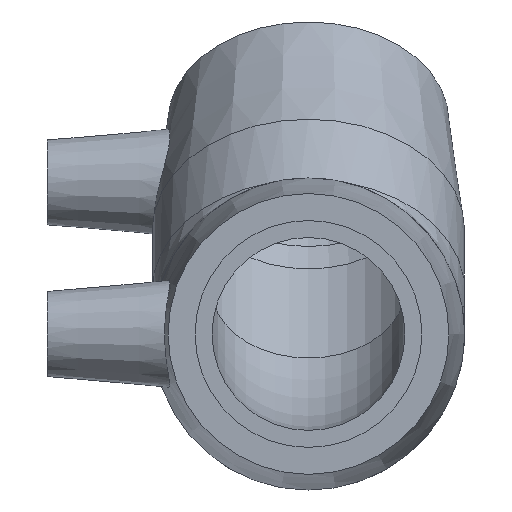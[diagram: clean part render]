
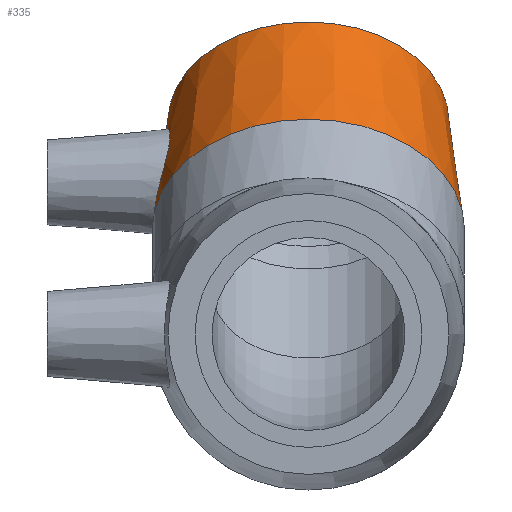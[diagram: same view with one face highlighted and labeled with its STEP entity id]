
A CAD part, left-side view. The second image highlights one B-rep face of the part: STEP entity #335.
In plain terms, the highlighted conical face has half-angle 5.816 degrees and reference radius 26.125 mm.
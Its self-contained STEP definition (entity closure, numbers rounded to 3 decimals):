
#15=B_SPLINE_CURVE_WITH_KNOTS('',3,(#598,#599,#600,#601,#602,#603,#604,
#605,#606,#607,#608,#609,#610,#611,#612,#613,#614,#615,#616,#617,#618,#619,
#620,#621,#622,#623,#624,#625,#626,#627,#628,#629,#630,#631),
 .UNSPECIFIED.,.T.,.F.,(4,2,2,2,2,2,2,2,2,2,2,2,2,2,2,2,4),(0.,0.342,
0.684,1.029,1.374,1.719,2.064,
2.406,2.748,3.118,3.488,3.85,
4.211,4.572,4.934,5.304,5.675),
 .UNSPECIFIED.);
#19=CONICAL_SURFACE('',#386,26.125,5.816);
#41=FACE_BOUND('',#129,.T.);
#42=FACE_BOUND('',#130,.T.);
#83=FACE_OUTER_BOUND('',#128,.T.);
#128=EDGE_LOOP('',(#278));
#129=EDGE_LOOP('',(#279));
#130=EDGE_LOOP('',(#280));
#168=CIRCLE('',#375,27.5);
#172=CIRCLE('',#385,24.75);
#196=VERTEX_POINT('',#593);
#197=VERTEX_POINT('',#597);
#201=VERTEX_POINT('',#642);
#226=EDGE_CURVE('',#196,#196,#168,.T.);
#228=EDGE_CURVE('',#197,#197,#15,.T.);
#232=EDGE_CURVE('',#201,#201,#172,.T.);
#278=ORIENTED_EDGE('',*,*,#226,.F.);
#279=ORIENTED_EDGE('',*,*,#228,.T.);
#280=ORIENTED_EDGE('',*,*,#232,.T.);
#335=ADVANCED_FACE('',(#83,#41,#42),#19,.T.);
#375=AXIS2_PLACEMENT_3D('',#594,#461,#462);
#385=AXIS2_PLACEMENT_3D('',#643,#481,#482);
#386=AXIS2_PLACEMENT_3D('',#644,#483,#484);
#461=DIRECTION('center_axis',(-0.707,0.,
-0.707));
#462=DIRECTION('ref_axis',(-0.707,0.,0.707));
#481=DIRECTION('center_axis',(-0.707,0.,
-0.707));
#482=DIRECTION('ref_axis',(-0.707,0.,0.707));
#483=DIRECTION('center_axis',(-0.707,0.,
-0.707));
#484=DIRECTION('ref_axis',(0.,1.,0.));
#593=CARTESIAN_POINT('',(18.394,27.5,18.394));
#594=CARTESIAN_POINT('Origin',(18.394,0.,18.394));
#597=CARTESIAN_POINT('',(33.65,24.528,20.4));
#598=CARTESIAN_POINT('Ctrl Pts',(33.65,24.528,20.4));
#599=CARTESIAN_POINT('Ctrl Pts',(34.422,24.42,21.231));
#600=CARTESIAN_POINT('Ctrl Pts',(35.082,24.396,22.273));
#601=CARTESIAN_POINT('Ctrl Pts',(35.928,24.509,24.533));
#602=CARTESIAN_POINT('Ctrl Pts',(36.115,24.641,25.751));
#603=CARTESIAN_POINT('Ctrl Pts',(36.054,24.909,28.024));
#604=CARTESIAN_POINT('Ctrl Pts',(35.799,25.065,29.237));
#605=CARTESIAN_POINT('Ctrl Pts',(34.833,25.288,31.473));
#606=CARTESIAN_POINT('Ctrl Pts',(34.122,25.352,32.496));
#607=CARTESIAN_POINT('Ctrl Pts',(32.496,25.352,34.122));
#608=CARTESIAN_POINT('Ctrl Pts',(31.473,25.288,34.833));
#609=CARTESIAN_POINT('Ctrl Pts',(29.237,25.065,35.799));
#610=CARTESIAN_POINT('Ctrl Pts',(28.024,24.909,36.054));
#611=CARTESIAN_POINT('Ctrl Pts',(25.751,24.641,36.115));
#612=CARTESIAN_POINT('Ctrl Pts',(24.533,24.509,35.928));
#613=CARTESIAN_POINT('Ctrl Pts',(22.273,24.396,35.082));
#614=CARTESIAN_POINT('Ctrl Pts',(21.231,24.42,34.422));
#615=CARTESIAN_POINT('Ctrl Pts',(19.499,24.645,32.813));
#616=CARTESIAN_POINT('Ctrl Pts',(18.737,24.874,31.744));
#617=CARTESIAN_POINT('Ctrl Pts',(17.734,25.456,29.403));
#618=CARTESIAN_POINT('Ctrl Pts',(17.491,25.804,28.131));
#619=CARTESIAN_POINT('Ctrl Pts',(17.491,26.407,25.768));
#620=CARTESIAN_POINT('Ctrl Pts',(17.723,26.705,24.514));
#621=CARTESIAN_POINT('Ctrl Pts',(18.683,27.118,22.189));
#622=CARTESIAN_POINT('Ctrl Pts',(19.413,27.231,21.116));
#623=CARTESIAN_POINT('Ctrl Pts',(21.116,27.231,19.413));
#624=CARTESIAN_POINT('Ctrl Pts',(22.189,27.118,18.683));
#625=CARTESIAN_POINT('Ctrl Pts',(24.514,26.705,17.723));
#626=CARTESIAN_POINT('Ctrl Pts',(25.768,26.407,17.491));
#627=CARTESIAN_POINT('Ctrl Pts',(28.131,25.804,17.491));
#628=CARTESIAN_POINT('Ctrl Pts',(29.403,25.456,17.734));
#629=CARTESIAN_POINT('Ctrl Pts',(31.744,24.874,18.737));
#630=CARTESIAN_POINT('Ctrl Pts',(32.813,24.645,19.499));
#631=CARTESIAN_POINT('Ctrl Pts',(33.65,24.528,20.4));
#642=CARTESIAN_POINT('',(37.486,24.75,37.486));
#643=CARTESIAN_POINT('Origin',(37.486,0.,37.486));
#644=CARTESIAN_POINT('Origin',(27.94,0.,27.94));
